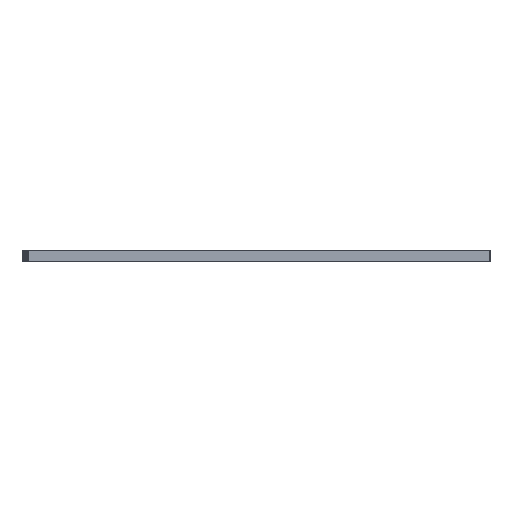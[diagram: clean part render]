
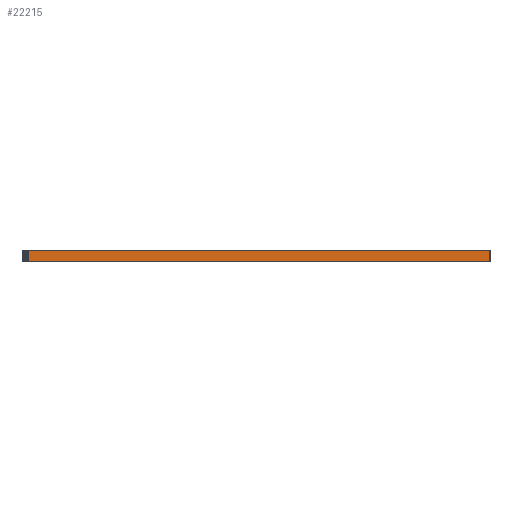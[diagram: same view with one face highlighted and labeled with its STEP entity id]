
A CAD part, front view. The second image highlights one B-rep face of the part: STEP entity #22215.
In plain terms, the highlighted planar face has unit normal (-0.001, -1, 0).
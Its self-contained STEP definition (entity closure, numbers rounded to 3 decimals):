
#22159 = VERTEX_POINT('',#22160);
#22160 = CARTESIAN_POINT('',(-19.587,-23.247,-1.));
#22166 = EDGE_CURVE('',#22167,#22159,#22169,.T.);
#22167 = VERTEX_POINT('',#22168);
#22168 = CARTESIAN_POINT('',(-19.587,-23.247,0.));
#22169 = LINE('',#22170,#22171);
#22170 = CARTESIAN_POINT('',(-19.587,-23.247,0.));
#22171 = VECTOR('',#22172,1.);
#22172 = DIRECTION('',(0.,0.,-1.));
#22215 = ADVANCED_FACE('',(#22216),#22241,.T.);
#22216 = FACE_BOUND('',#22217,.T.);
#22217 = EDGE_LOOP('',(#22218,#22219,#22227,#22235));
#22218 = ORIENTED_EDGE('',*,*,#22166,.T.);
#22219 = ORIENTED_EDGE('',*,*,#22220,.T.);
#22220 = EDGE_CURVE('',#22159,#22221,#22223,.T.);
#22221 = VERTEX_POINT('',#22222);
#22222 = CARTESIAN_POINT('',(20.179,-23.283,-1.));
#22223 = LINE('',#22224,#22225);
#22224 = CARTESIAN_POINT('',(-19.587,-23.247,-1.));
#22225 = VECTOR('',#22226,1.);
#22226 = DIRECTION('',(1.,-0.001,0.));
#22227 = ORIENTED_EDGE('',*,*,#22228,.F.);
#22228 = EDGE_CURVE('',#22229,#22221,#22231,.T.);
#22229 = VERTEX_POINT('',#22230);
#22230 = CARTESIAN_POINT('',(20.179,-23.283,0.));
#22231 = LINE('',#22232,#22233);
#22232 = CARTESIAN_POINT('',(20.179,-23.283,0.));
#22233 = VECTOR('',#22234,1.);
#22234 = DIRECTION('',(0.,0.,-1.));
#22235 = ORIENTED_EDGE('',*,*,#22236,.F.);
#22236 = EDGE_CURVE('',#22167,#22229,#22237,.T.);
#22237 = LINE('',#22238,#22239);
#22238 = CARTESIAN_POINT('',(-19.587,-23.247,0.));
#22239 = VECTOR('',#22240,1.);
#22240 = DIRECTION('',(1.,-0.001,0.));
#22241 = PLANE('',#22242);
#22242 = AXIS2_PLACEMENT_3D('',#22243,#22244,#22245);
#22243 = CARTESIAN_POINT('',(-19.587,-23.247,0.));
#22244 = DIRECTION('',(-0.001,-1.,-0.));
#22245 = DIRECTION('',(1.,-0.001,0.));
